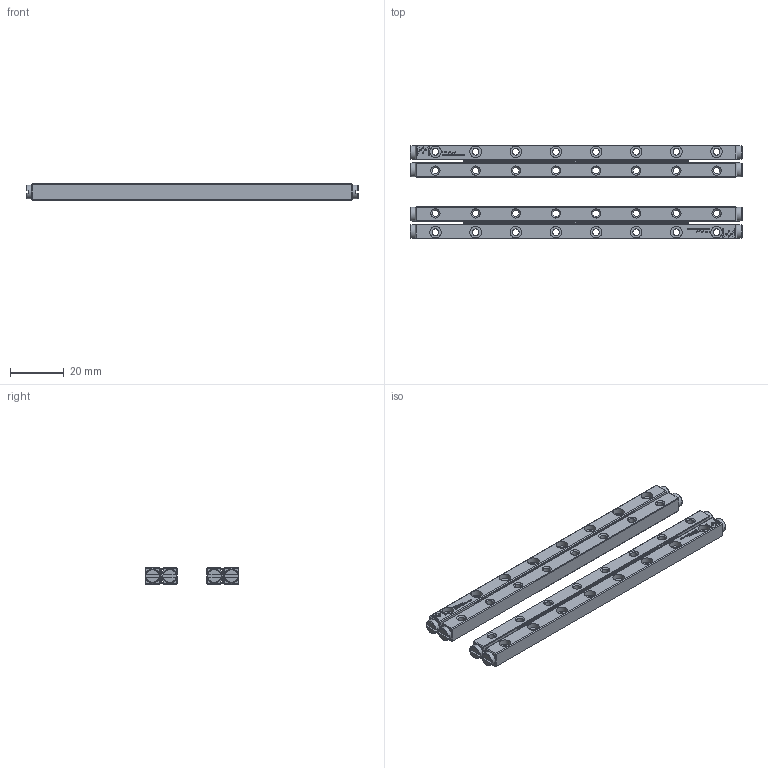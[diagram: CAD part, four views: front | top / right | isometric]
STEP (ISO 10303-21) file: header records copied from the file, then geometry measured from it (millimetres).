
FILE_DESCRIPTION(/* description */ (''),/* implementation_level */ '2;1');
FILE_NAME(/* name */ 'Set RSD-2120x21AA_stp.stp',/* time_stamp */ '2025-02-17T13:55:31+01:00',/* author */ (''),/* organization */ (''),/* preprocessor_version */ 'ST-DEVELOPER v16.7',/* originating_system */ 'SIEMENS PLM Software NX 12.0',/* authorisation */ '');
FILE_SCHEMA (('AUTOMOTIVE_DESIGN { 1 0 10303 214 3 1 1 1 }'));
Products named in the file (1): Set RSD-2120x21AA_stp
Bounding box: 124 x 35 x 6 mm (x, y, z)
Volume: 14334.5 mm3; surface area: 16768 mm2
Topology: 56 solids, 56 shells, 2998 faces, 7740 edges, 5026 vertices
Faces by surface type: plane 1756, cylinder 726, bspline 360, cone 156
Full cylindrical faces by diameter (mm): 2 x42, 2.1 x8, 2.5 x40, 2.7 x8, 4.3 x32, 5.2 x8
Entity records: 99327 total; most frequent: CARTESIAN_POINT 20363, ORIENTED_EDGE 14728, DIRECTION 13506, EDGE_CURVE 7364, LINE 4996, VECTOR 4996, VERTEX_POINT 4936, AXIS2_PLACEMENT_3D 4255
